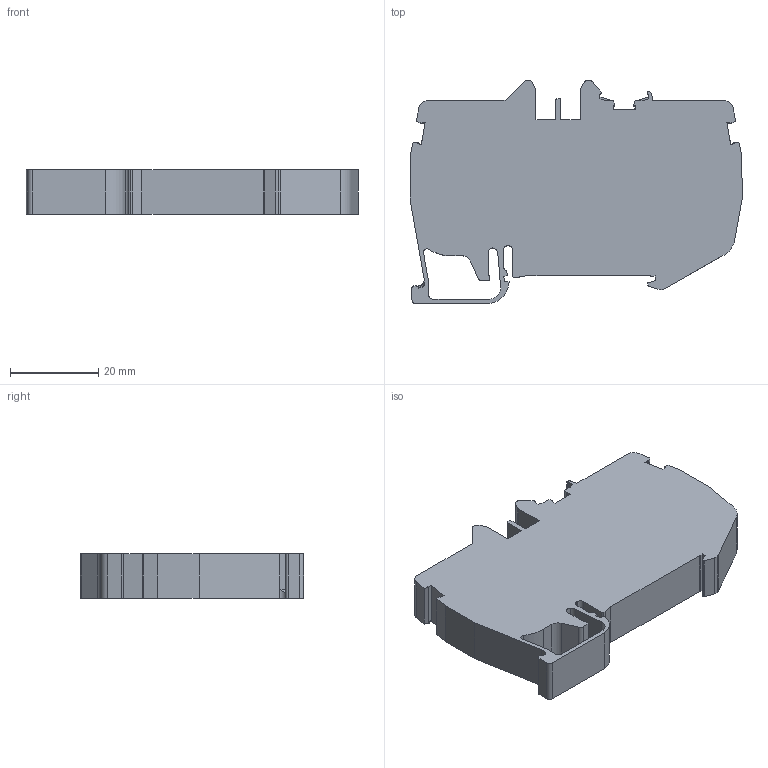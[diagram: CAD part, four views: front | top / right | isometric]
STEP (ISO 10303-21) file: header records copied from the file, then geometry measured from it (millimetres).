
FILE_DESCRIPTION (( 'STEP AP214' ), '1' );
FILE_NAME ('307133_PYK 10_Yellow.STP', '2013-11-13T06:57:13', ( 'arge' ), ( 'Microsoft' ), 'SwSTEP 2.0', 'SolidWorks 2013', '' );
FILE_SCHEMA (( 'AUTOMOTIVE_DESIGN' ));
Length unit declared in the file: millimetre
Products named in the file (1): 307133_PYK 10_Yellow
Bounding box: 75.43 x 50.71 x 10 mm (x, y, z)
Volume: 28287.3 mm3; surface area: 9418.7 mm2
Topology: 1 solids, 1 shells, 229 faces, 653 edges, 429 vertices
Faces by surface type: plane 146, cylinder 79, bspline 4
Entity records: 7672 total; most frequent: CARTESIAN_POINT 1592, ORIENTED_EDGE 1306, DIRECTION 1228, EDGE_CURVE 653, VECTOR 478, LINE 478, VERTEX_POINT 429, AXIS2_PLACEMENT_3D 375
